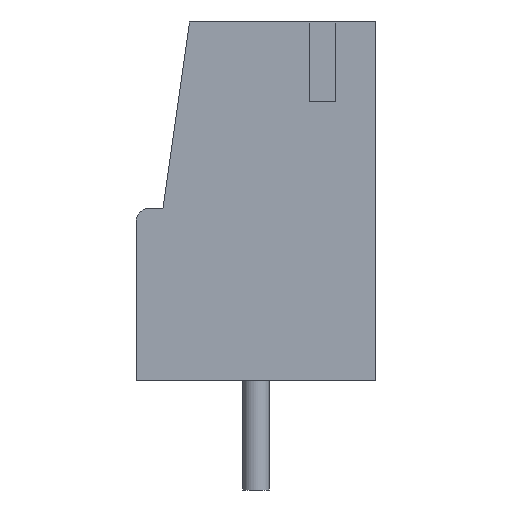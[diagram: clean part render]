
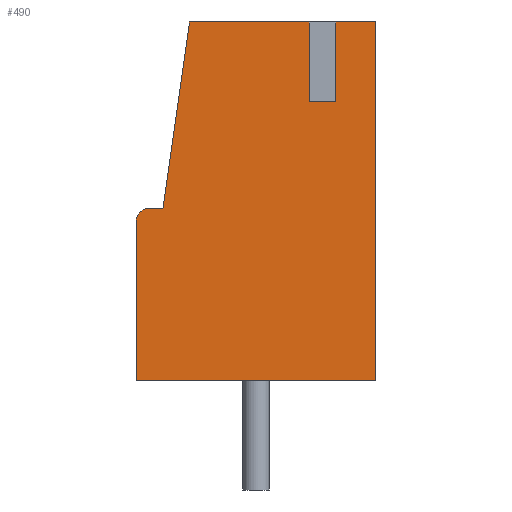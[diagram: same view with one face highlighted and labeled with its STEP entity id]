
A CAD part, front view. The second image highlights one B-rep face of the part: STEP entity #490.
In plain terms, the highlighted planar face has unit normal (0, -1, 0).
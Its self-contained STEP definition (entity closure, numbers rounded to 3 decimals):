
#13=DIRECTION('',(0.,0.,1.));
#14=DIRECTION('',(1.,0.,0.));
#68=VERTEX_POINT('',#69);
#69=CARTESIAN_POINT('',(4.5,-22.5,0.));
#72=DIRECTION('',(0.,-1.,0.));
#73=ORIENTED_EDGE('',*,*,#74,.T.);
#74=EDGE_CURVE('',#68,#75,#77,.T.);
#75=VERTEX_POINT('',#76);
#76=CARTESIAN_POINT('',(4.5,-22.5,13.5));
#77=LINE('',#69,#78);
#78=VECTOR('',#13,1.);
#89=DIRECTION('',(-1.,0.,0.));
#98=VECTOR('',#14,1.);
#110=VECTOR('',#89,1.);
#328=VERTEX_POINT('',#329);
#329=CARTESIAN_POINT('',(-4.5,-22.5,0.));
#330=ORIENTED_EDGE('',*,*,#331,.T.);
#331=EDGE_CURVE('',#328,#68,#332,.T.);
#332=LINE('',#329,#98);
#345=ORIENTED_EDGE('',*,*,#346,.T.);
#346=EDGE_CURVE('',#75,#347,#349,.T.);
#347=VERTEX_POINT('',#348);
#348=CARTESIAN_POINT('',(3.,-22.5,13.5));
#349=LINE('',#76,#110);
#363=VERTEX_POINT('',#364);
#364=CARTESIAN_POINT('',(2.,-22.5,13.5));
#367=ORIENTED_EDGE('',*,*,#368,.T.);
#368=EDGE_CURVE('',#363,#369,#349,.T.);
#369=VERTEX_POINT('',#370);
#370=CARTESIAN_POINT('',(-2.5,-22.5,13.5));
#457=DIRECTION('',(0.,0.,-1.));
#468=VECTOR('',#469,1.);
#469=DIRECTION('',(-0.141,0.,-0.99));
#485=VECTOR('',#457,1.);
#490=ADVANCED_FACE('',(#491),#529,.T.);
#491=FACE_BOUND('',#492,.T.);
#492=EDGE_LOOP('',(#330,#73,#345,#493,#499,#505,#367,#509,#514,#519,#526));
#493=ORIENTED_EDGE('',*,*,#494,.F.);
#494=EDGE_CURVE('',#495,#347,#497,.T.);
#495=VERTEX_POINT('',#496);
#496=CARTESIAN_POINT('',(3.,-22.5,10.5));
#497=LINE('',#498,#78);
#498=CARTESIAN_POINT('',(3.,-22.5,8.471));
#499=ORIENTED_EDGE('',*,*,#500,.T.);
#500=EDGE_CURVE('',#495,#501,#503,.T.);
#501=VERTEX_POINT('',#502);
#502=CARTESIAN_POINT('',(2.,-22.5,10.5));
#503=LINE('',#504,#110);
#504=CARTESIAN_POINT('',(1.163,-22.5,10.5));
#505=ORIENTED_EDGE('',*,*,#506,.T.);
#506=EDGE_CURVE('',#501,#363,#507,.T.);
#507=LINE('',#508,#78);
#508=CARTESIAN_POINT('',(2.,-22.5,8.471));
#509=ORIENTED_EDGE('',*,*,#510,.T.);
#510=EDGE_CURVE('',#369,#511,#513,.T.);
#511=VERTEX_POINT('',#512);
#512=CARTESIAN_POINT('',(-3.5,-22.5,6.5));
#513=LINE('',#370,#468);
#514=ORIENTED_EDGE('',*,*,#515,.T.);
#515=EDGE_CURVE('',#511,#516,#518,.T.);
#516=VERTEX_POINT('',#517);
#517=CARTESIAN_POINT('',(-4.,-22.5,6.5));
#518=LINE('',#512,#110);
#519=ORIENTED_EDGE('',*,*,#520,.T.);
#520=EDGE_CURVE('',#516,#521,#523,.T.);
#521=VERTEX_POINT('',#522);
#522=CARTESIAN_POINT('',(-4.5,-22.5,6.));
#523=ELLIPSE('',#524,0.5,0.5);
#524=AXIS2_PLACEMENT_3D('',#525,#72,#14);
#525=CARTESIAN_POINT('',(-4.,-22.5,6.));
#526=ORIENTED_EDGE('',*,*,#527,.T.);
#527=EDGE_CURVE('',#521,#328,#528,.T.);
#528=LINE('',#522,#485);
#529=PLANE('',#530);
#530=AXIS2_PLACEMENT_3D('',#531,#72,#457);
#531=CARTESIAN_POINT('',(0.326,-22.5,6.442));
